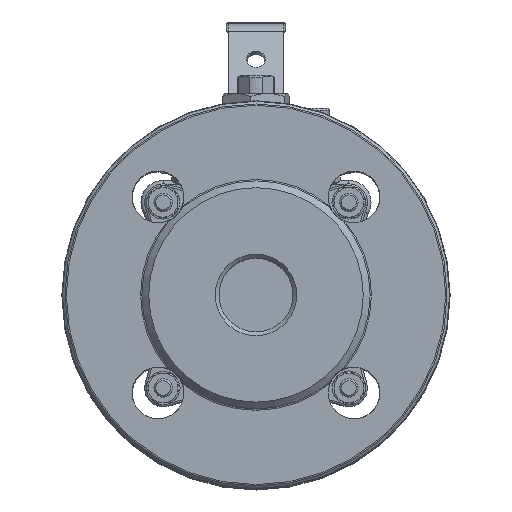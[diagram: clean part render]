
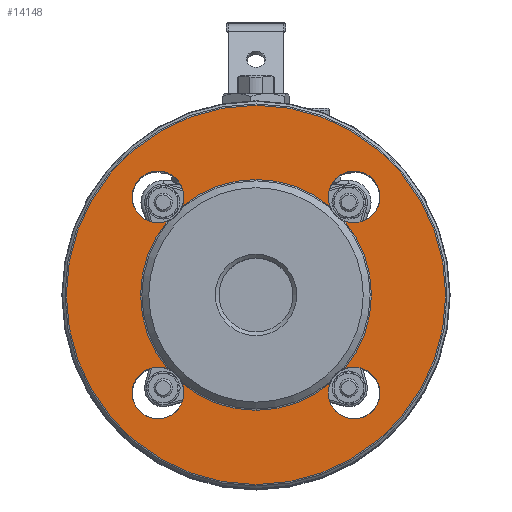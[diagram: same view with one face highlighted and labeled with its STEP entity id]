
A CAD part, top view. The second image highlights one B-rep face of the part: STEP entity #14148.
In plain terms, the highlighted planar face has unit normal (0, 0, 1).
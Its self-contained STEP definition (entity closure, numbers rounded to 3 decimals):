
#1059=FACE_BOUND('',#2452,.T.);
#1564=FACE_OUTER_BOUND('',#2451,.T.);
#2451=EDGE_LOOP('',(#11042));
#2452=EDGE_LOOP('',(#11043,#11044,#11045,#11046,#11047,#11048,#11049,#11050,
#11051,#11052,#11053,#11054));
#3341=CIRCLE('',#15637,31.207);
#3355=CIRCLE('',#15653,31.207);
#3358=CIRCLE('',#15658,51.293);
#3359=CIRCLE('',#15659,7.);
#3360=CIRCLE('',#15660,7.);
#3361=CIRCLE('',#15661,31.207);
#3362=CIRCLE('',#15662,7.);
#3363=CIRCLE('',#15663,7.);
#3364=CIRCLE('',#15664,31.207);
#3365=CIRCLE('',#15665,7.);
#3366=CIRCLE('',#15666,7.);
#3367=CIRCLE('',#15667,7.);
#3368=CIRCLE('',#15668,7.);
#6129=VERTEX_POINT('',#25643);
#6133=VERTEX_POINT('',#25650);
#6156=VERTEX_POINT('',#25885);
#6157=VERTEX_POINT('',#25887);
#6160=VERTEX_POINT('',#26024);
#6161=VERTEX_POINT('',#26026);
#6162=VERTEX_POINT('',#26028);
#6163=VERTEX_POINT('',#26030);
#6164=VERTEX_POINT('',#26032);
#6165=VERTEX_POINT('',#26034);
#6166=VERTEX_POINT('',#26036);
#6167=VERTEX_POINT('',#26038);
#6168=VERTEX_POINT('',#26041);
#7823=EDGE_CURVE('',#6133,#6129,#3341,.T.);
#7854=EDGE_CURVE('',#6157,#6156,#3355,.T.);
#7861=EDGE_CURVE('',#6160,#6160,#3358,.T.);
#7862=EDGE_CURVE('',#6133,#6161,#3359,.T.);
#7863=EDGE_CURVE('',#6161,#6162,#3360,.T.);
#7864=EDGE_CURVE('',#6163,#6162,#3361,.T.);
#7865=EDGE_CURVE('',#6163,#6164,#3362,.T.);
#7866=EDGE_CURVE('',#6164,#6165,#3363,.T.);
#7867=EDGE_CURVE('',#6166,#6165,#3364,.T.);
#7868=EDGE_CURVE('',#6166,#6167,#3365,.T.);
#7869=EDGE_CURVE('',#6167,#6156,#3366,.T.);
#7870=EDGE_CURVE('',#6157,#6168,#3367,.T.);
#7871=EDGE_CURVE('',#6168,#6129,#3368,.T.);
#11042=ORIENTED_EDGE('',*,*,#7861,.F.);
#11043=ORIENTED_EDGE('',*,*,#7823,.F.);
#11044=ORIENTED_EDGE('',*,*,#7862,.T.);
#11045=ORIENTED_EDGE('',*,*,#7863,.T.);
#11046=ORIENTED_EDGE('',*,*,#7864,.F.);
#11047=ORIENTED_EDGE('',*,*,#7865,.T.);
#11048=ORIENTED_EDGE('',*,*,#7866,.T.);
#11049=ORIENTED_EDGE('',*,*,#7867,.F.);
#11050=ORIENTED_EDGE('',*,*,#7868,.T.);
#11051=ORIENTED_EDGE('',*,*,#7869,.T.);
#11052=ORIENTED_EDGE('',*,*,#7854,.F.);
#11053=ORIENTED_EDGE('',*,*,#7870,.T.);
#11054=ORIENTED_EDGE('',*,*,#7871,.T.);
#12843=PLANE('',#15657);
#14148=ADVANCED_FACE('',(#1564,#1059),#12843,.T.);
#15637=AXIS2_PLACEMENT_3D('',#25652,#18610,#18611);
#15653=AXIS2_PLACEMENT_3D('',#25889,#18643,#18644);
#15657=AXIS2_PLACEMENT_3D('',#26023,#18651,#18652);
#15658=AXIS2_PLACEMENT_3D('',#26025,#18653,#18654);
#15659=AXIS2_PLACEMENT_3D('',#26027,#18655,#18656);
#15660=AXIS2_PLACEMENT_3D('',#26029,#18657,#18658);
#15661=AXIS2_PLACEMENT_3D('',#26031,#18659,#18660);
#15662=AXIS2_PLACEMENT_3D('',#26033,#18661,#18662);
#15663=AXIS2_PLACEMENT_3D('',#26035,#18663,#18664);
#15664=AXIS2_PLACEMENT_3D('',#26037,#18665,#18666);
#15665=AXIS2_PLACEMENT_3D('',#26039,#18667,#18668);
#15666=AXIS2_PLACEMENT_3D('',#26040,#18669,#18670);
#15667=AXIS2_PLACEMENT_3D('',#26042,#18671,#18672);
#15668=AXIS2_PLACEMENT_3D('',#26043,#18673,#18674);
#18610=DIRECTION('center_axis',(0.,0.,1.));
#18611=DIRECTION('ref_axis',(1.,0.,0.));
#18643=DIRECTION('center_axis',(0.,0.,1.));
#18644=DIRECTION('ref_axis',(0.006,1.,0.));
#18651=DIRECTION('center_axis',(0.,0.,1.));
#18652=DIRECTION('ref_axis',(1.,0.,0.));
#18653=DIRECTION('center_axis',(0.,0.,-1.));
#18654=DIRECTION('ref_axis',(-1.,0.,0.));
#18655=DIRECTION('center_axis',(0.,0.,-1.));
#18656=DIRECTION('ref_axis',(-1.,0.,0.));
#18657=DIRECTION('center_axis',(0.,0.,-1.));
#18658=DIRECTION('ref_axis',(-1.,0.,0.));
#18659=DIRECTION('center_axis',(0.,0.,1.));
#18660=DIRECTION('ref_axis',(0.,-1.,0.));
#18661=DIRECTION('center_axis',(0.,0.,-1.));
#18662=DIRECTION('ref_axis',(-1.,0.,0.));
#18663=DIRECTION('center_axis',(0.,0.,-1.));
#18664=DIRECTION('ref_axis',(-1.,0.,0.));
#18665=DIRECTION('center_axis',(0.,0.,1.));
#18666=DIRECTION('ref_axis',(-1.,0.006,0.));
#18667=DIRECTION('center_axis',(0.,0.,-1.));
#18668=DIRECTION('ref_axis',(-1.,0.,0.));
#18669=DIRECTION('center_axis',(0.,0.,-1.));
#18670=DIRECTION('ref_axis',(-1.,0.,0.));
#18671=DIRECTION('center_axis',(0.,0.,-1.));
#18672=DIRECTION('ref_axis',(-1.,0.,0.));
#18673=DIRECTION('center_axis',(0.,0.,-1.));
#18674=DIRECTION('ref_axis',(-1.,0.,0.));
#25643=CARTESIAN_POINT('',(23.954,20.002,73.));
#25650=CARTESIAN_POINT('',(23.954,-20.002,73.));
#25652=CARTESIAN_POINT('Origin',(0.,0.,73.));
#25885=CARTESIAN_POINT('',(-20.002,23.954,73.));
#25887=CARTESIAN_POINT('',(20.002,23.954,73.));
#25889=CARTESIAN_POINT('Origin',(0.,0.,73.));
#26023=CARTESIAN_POINT('Origin',(0.,0.,73.));
#26024=CARTESIAN_POINT('',(51.293,0.,73.));
#26025=CARTESIAN_POINT('Origin',(0.,0.,73.));
#26026=CARTESIAN_POINT('',(33.517,-26.517,73.));
#26027=CARTESIAN_POINT('Origin',(26.517,-26.517,73.));
#26028=CARTESIAN_POINT('',(20.002,-23.954,73.));
#26029=CARTESIAN_POINT('Origin',(26.517,-26.517,73.));
#26030=CARTESIAN_POINT('',(-20.002,-23.954,73.));
#26031=CARTESIAN_POINT('Origin',(0.,0.,73.));
#26032=CARTESIAN_POINT('',(-19.517,-26.517,73.));
#26033=CARTESIAN_POINT('Origin',(-26.517,-26.517,73.));
#26034=CARTESIAN_POINT('',(-23.954,-20.002,73.));
#26035=CARTESIAN_POINT('Origin',(-26.517,-26.517,73.));
#26036=CARTESIAN_POINT('',(-23.954,20.002,73.));
#26037=CARTESIAN_POINT('Origin',(0.,0.,73.));
#26038=CARTESIAN_POINT('',(-19.517,26.517,73.));
#26039=CARTESIAN_POINT('Origin',(-26.517,26.517,73.));
#26040=CARTESIAN_POINT('Origin',(-26.517,26.517,73.));
#26041=CARTESIAN_POINT('',(33.517,26.517,73.));
#26042=CARTESIAN_POINT('Origin',(26.517,26.517,73.));
#26043=CARTESIAN_POINT('Origin',(26.517,26.517,73.));
